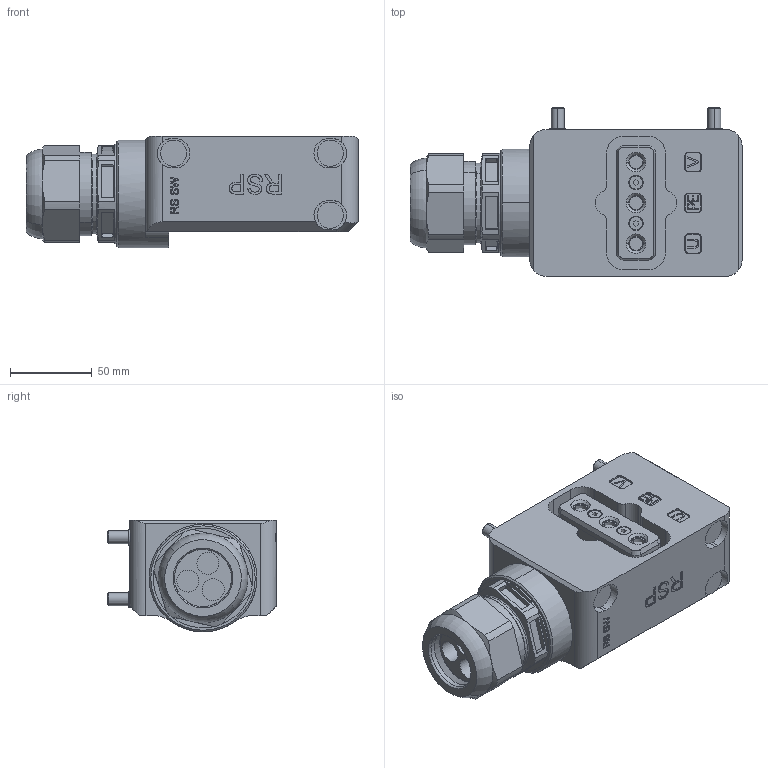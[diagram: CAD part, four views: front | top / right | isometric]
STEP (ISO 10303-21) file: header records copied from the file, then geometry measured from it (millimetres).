
FILE_DESCRIPTION (( 'STEP AP203' ), '1' );
FILE_NAME ('P6784.STEP', '2019-10-31T14:31:51', ( 'admin' ), ( '' ), 'SwSTEP 2.0', 'SolidWorks 2017', '' );
FILE_SCHEMA (( 'CONFIG_CONTROL_DESIGN' ));
Length unit declared in the file: millimetre
Products named in the file (1): P6784
Bounding box: 203.5 x 103.5 x 68.5 mm (x, y, z)
Volume: 866394.3 mm3; surface area: 155077.2 mm2
Topology: 16 solids, 16 shells, 806 faces, 2031 edges, 1326 vertices
Faces by surface type: plane 369, cylinder 219, bspline 152, cone 58, torus 8
Entity records: 32100 total; most frequent: CARTESIAN_POINT 13322, ORIENTED_EDGE 4054, DIRECTION 3499, EDGE_CURVE 2027, VERTEX_POINT 1326, VECTOR 1169, LINE 1169, AXIS2_PLACEMENT_3D 1165
